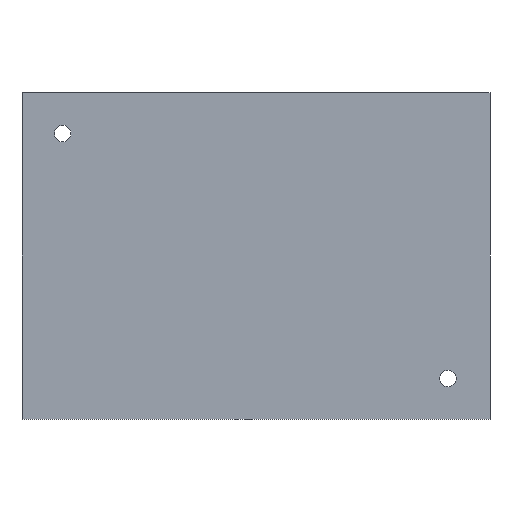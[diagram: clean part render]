
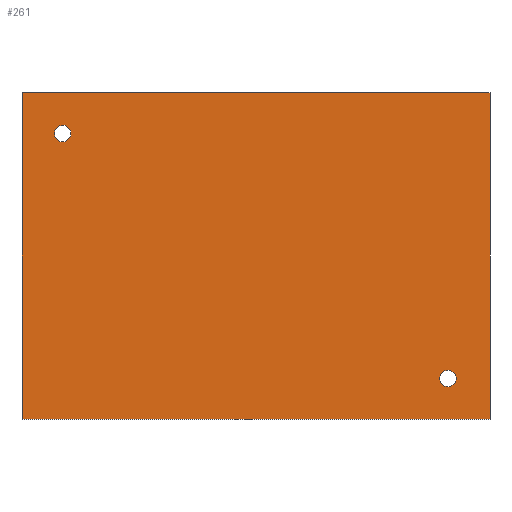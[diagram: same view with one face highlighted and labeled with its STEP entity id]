
A CAD part, front view. The second image highlights one B-rep face of the part: STEP entity #261.
In plain terms, the highlighted planar face has unit normal (0, -1, 0).
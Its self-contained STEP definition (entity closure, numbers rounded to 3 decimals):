
#25=LINE('',#423,#37);
#29=LINE('',#431,#41);
#32=LINE('',#437,#44);
#35=LINE('',#442,#47);
#37=VECTOR('',#337,40.2);
#41=VECTOR('',#343,57.7);
#44=VECTOR('',#348,40.2);
#47=VECTOR('',#353,57.7);
#54=PLANE('',#295);
#69=FACE_BOUND('',#111,.T.);
#70=FACE_BOUND('',#112,.T.);
#83=FACE_OUTER_BOUND('',#110,.T.);
#110=EDGE_LOOP('',(#221,#222,#223,#224));
#111=EDGE_LOOP('',(#225));
#112=EDGE_LOOP('',(#226));
#133=CIRCLE('',#285,1.025);
#135=CIRCLE('',#288,1.025);
#147=VERTEX_POINT('',#411);
#149=VERTEX_POINT('',#416);
#151=VERTEX_POINT('',#421);
#152=VERTEX_POINT('',#422);
#155=VERTEX_POINT('',#430);
#157=VERTEX_POINT('',#436);
#169=EDGE_CURVE('',#147,#147,#133,.T.);
#171=EDGE_CURVE('',#149,#149,#135,.T.);
#173=EDGE_CURVE('',#151,#152,#25,.T.);
#177=EDGE_CURVE('',#155,#151,#29,.T.);
#180=EDGE_CURVE('',#157,#155,#32,.T.);
#183=EDGE_CURVE('',#152,#157,#35,.T.);
#221=ORIENTED_EDGE('',*,*,#183,.F.);
#222=ORIENTED_EDGE('',*,*,#173,.F.);
#223=ORIENTED_EDGE('',*,*,#177,.F.);
#224=ORIENTED_EDGE('',*,*,#180,.F.);
#225=ORIENTED_EDGE('',*,*,#169,.T.);
#226=ORIENTED_EDGE('',*,*,#171,.T.);
#261=ADVANCED_FACE('',(#83,#69,#70),#54,.T.);
#285=AXIS2_PLACEMENT_3D('',#412,#325,#326);
#288=AXIS2_PLACEMENT_3D('',#417,#331,#332);
#295=AXIS2_PLACEMENT_3D('',#445,#357,#358);
#325=DIRECTION('center_axis',(0.,1.,0.));
#326=DIRECTION('ref_axis',(1.,0.,0.));
#331=DIRECTION('center_axis',(0.,1.,0.));
#332=DIRECTION('ref_axis',(1.,0.,0.));
#337=DIRECTION('',(0.,0.,1.));
#343=DIRECTION('',(-1.,0.,0.));
#348=DIRECTION('',(0.,0.,-1.));
#353=DIRECTION('',(1.,0.,0.));
#357=DIRECTION('center_axis',(0.,-1.,0.));
#358=DIRECTION('ref_axis',(0.,0.,-1.));
#411=CARTESIAN_POINT('',(3.975,0.,-5.));
#412=CARTESIAN_POINT('Origin',(5.,0.,-5.));
#416=CARTESIAN_POINT('',(51.475,0.,-35.2));
#417=CARTESIAN_POINT('Origin',(52.5,0.,-35.2));
#421=CARTESIAN_POINT('',(0.,0.,-40.2));
#422=CARTESIAN_POINT('',(0.,0.,0.));
#423=CARTESIAN_POINT('',(0.,0.,-40.2));
#430=CARTESIAN_POINT('',(57.7,0.,-40.2));
#431=CARTESIAN_POINT('',(57.7,0.,-40.2));
#436=CARTESIAN_POINT('',(57.7,0.,0.));
#437=CARTESIAN_POINT('',(57.7,0.,0.));
#442=CARTESIAN_POINT('',(0.,0.,0.));
#445=CARTESIAN_POINT('Origin',(28.85,0.,-20.1));
